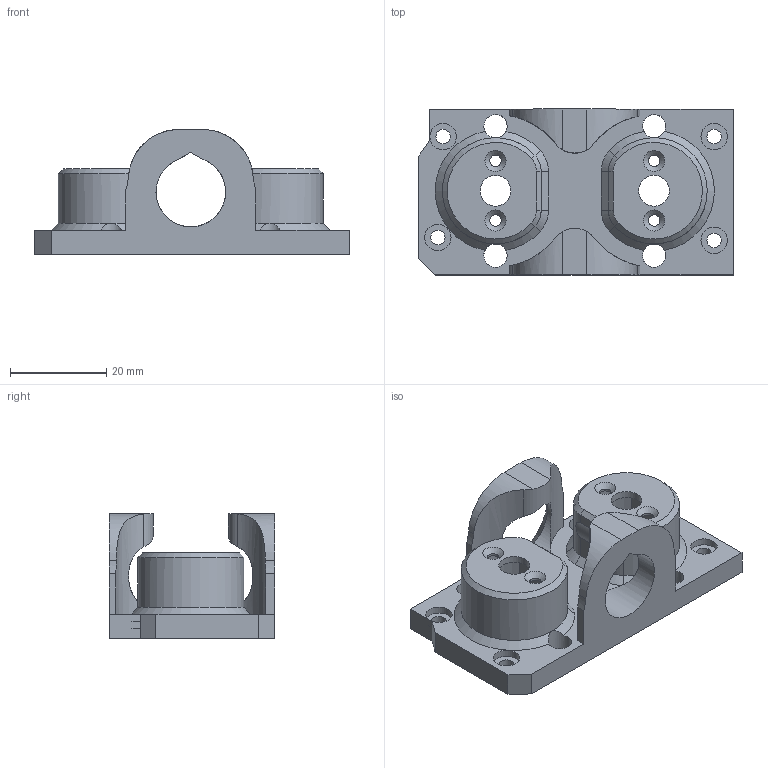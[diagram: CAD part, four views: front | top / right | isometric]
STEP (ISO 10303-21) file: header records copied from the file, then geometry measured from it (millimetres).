
FILE_DESCRIPTION(/* description */ (''),/* implementation_level */ '2;1');
FILE_NAME(/* name */ 'Hurricane 33.0mm v1.1.step',/* time_stamp */ '2021-10-18T11:09:55-07:00',/* author */ (''),/* organization */ (''),/* preprocessor_version */ 'ST-DEVELOPER v18.1',/* originating_system */ 'Autodesk Translation Framework v10.10.0.1391',/* authorisation */ '');
FILE_SCHEMA (('AUTOMOTIVE_DESIGN { 1 0 10303 214 3 1 1 }'));
Length unit declared in the file: millimetre
Products named in the file (1): Hurricane
Bounding box: 65.5 x 34.5 x 26 mm (x, y, z)
Volume: 13140.7 mm3; surface area: 11628.5 mm2
Topology: 1 solids, 1 shells, 586 faces, 1646 edges, 1089 vertices
Faces by surface type: bspline 413, plane 101, cylinder 52, cone 20
Full cylindrical faces by diameter (mm): 2.4 x4, 3 x4, 4.85 x4, 5.5 x8, 6.4 x2
Entity records: 23171 total; most frequent: CARTESIAN_POINT 10798, ORIENTED_EDGE 3292, EDGE_CURVE 1646, DIRECTION 1244, VERTEX_POINT 1089, B_SPLINE_CURVE_WITH_KNOTS 863, LINE 670, VECTOR 670
